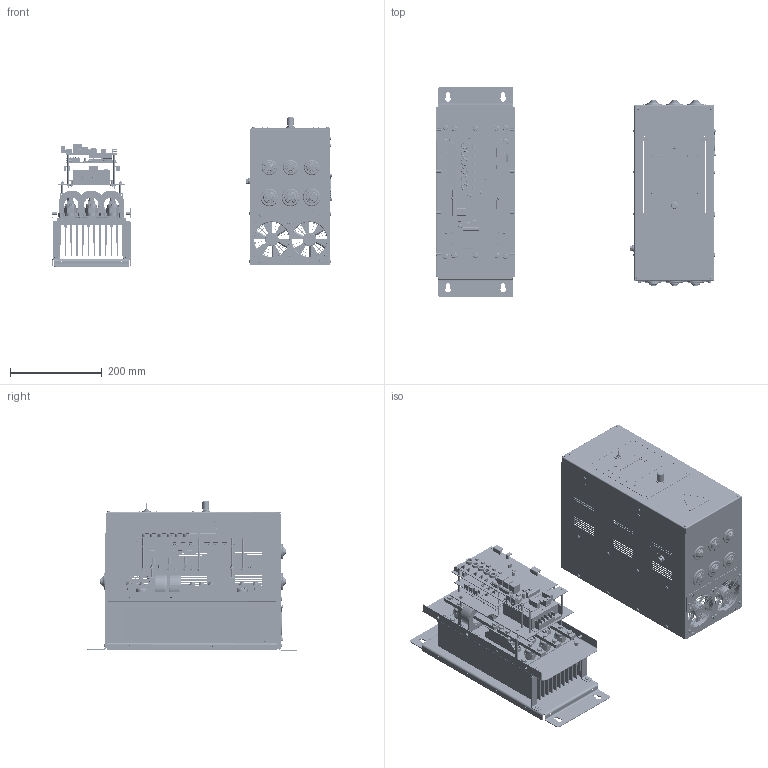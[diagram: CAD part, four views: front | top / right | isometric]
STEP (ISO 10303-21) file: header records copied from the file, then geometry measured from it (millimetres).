
FILE_DESCRIPTION(('STEP AP242'), '1');
FILE_NAME('Default file header', '2025-03-17T13:02:55', ('Default author'), ('Default organization'), 'C3D Converter', 'C3D Toolkit', 'Default authization');
FILE_SCHEMA(('AP242_MANAGED_MODEL_BASED_3D_ENGINEERING_MIM_LF { 1 0 10303 442 1 1 4 }'));
Length unit declared in the file: millimetre
Products named in the file (550): ZVEL-1.00.01; ZVEL-1-00.02; ZVEL-1-00.03; ZVEL-1-00.04; ZVEL-1-00.05; ZVEL-1-00.06; ZVEL-1-00.07; ZVEL-1-05; ZVEL-1-02.00; ZVEL-1-04; ZVEL-1-01.01; ZVEL-1-03.01
Assembly tree (557 placements, depth 6):
  (unnamed)
    (unnamed)
      (unnamed)
        (unnamed)
        (unnamed)
      (unnamed)
        (unnamed)
          (unnamed)
          (unnamed)
      (unnamed)
        (unnamed)
          (unnamed)
          (unnamed)
          (unnamed)
          (unnamed)
          (unnamed)
          (unnamed)
          (unnamed)
          (unnamed)
          (unnamed)
          (unnamed)
          (unnamed)
          (unnamed)
          (unnamed)
          (unnamed)
          (unnamed)
          (unnamed)
          (unnamed)
          (unnamed)
        (unnamed)
          (unnamed)
        (unnamed)
        (unnamed)
        (unnamed)
        (unnamed)
        (unnamed)
        (unnamed)
        (unnamed)
        (unnamed)
        (unnamed)
        (unnamed)
        (unnamed)
        (unnamed)
        (unnamed)
        (unnamed)
        (unnamed)
        (unnamed)
        (unnamed)
        (unnamed)
        (unnamed)
        (unnamed)
        (unnamed)
        (unnamed)
        (unnamed)
        (unnamed)
      (unnamed)
        (unnamed)
        (unnamed)
      (unnamed)
        (unnamed)
Bounding box: 609.05 x 458 x 324.17 mm (x, y, z)
Volume: 3258602.8 mm3; surface area: 2432126.8 mm2
Topology: 557 solids, 557 shells, 7283 faces, 16532 edges, 10756 vertices
Faces by surface type: plane 4498, cylinder 1980, cone 427, torus 295, sphere 79, bspline 4
Full cylindrical faces by diameter (mm): 1 x55, 1.5 x4, 1.857 x10, 2 x71, 2.3 x1, 2.5 x76, 2.6 x19, 2.7 x1, 3 x135, 3.2 x16, 3.235 x3, 3.294 x1, 3.3 x26, 3.5 x48, 3.685 x3, 4 x100, 4.2 x2, 4.3 x6, 4.5 x51, 5 x20, 5.2 x12, 5.5 x59, 5.9 x10, 6 x127, 6.3 x6, 6.4 x44, 6.5 x29, 6.6 x8, 7 x38, 7.5 x1
Entity records: 590385 total; most frequent: CARTESIAN_POINT 93023, PROPERTY_DEFINITION 68099, PROPERTY_DEFINITION_REPRESENTATION 68099, REPRESENTATION 68099, GENERAL_PROPERTY_ASSOCIATION 36694, GENERAL_PROPERTY 36694, DIRECTION 32414, SHAPE_ASPECT 31405
